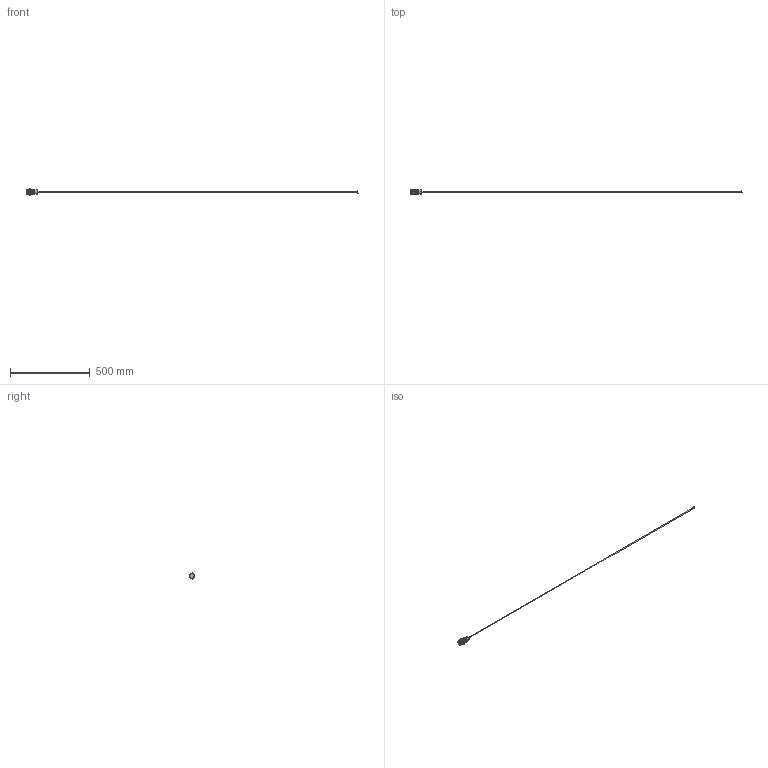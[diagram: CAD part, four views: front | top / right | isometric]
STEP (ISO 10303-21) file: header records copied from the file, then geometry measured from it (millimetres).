
FILE_DESCRIPTION (( 'STEP AP214' ), '1' );
FILE_NAME ('PXCAP30-3010PA_3D.step', '2023-07-14T19:05:27', ( '' ), ( '' ), 'SwSTEP 2.0', 'SolidWorks 2022', '' );
FILE_SCHEMA (( 'AUTOMOTIVE_DESIGN' ));
Length unit declared in the file: millimetre
Products named in the file (1): PXCAP30-3010PA_3D
Bounding box: 2083.25 x 36 x 41.57 mm (x, y, z)
Volume: 88701.3 mm3; surface area: 49332.7 mm2
Topology: 8 solids, 8 shells, 1373 faces, 3721 edges, 2370 vertices
Faces by surface type: cylinder 834, plane 515, cone 10, bspline 8, torus 6
Entity records: 81441 total; most frequent: CARTESIAN_POINT 50091, ORIENTED_EDGE 7442, DIRECTION 5673, EDGE_CURVE 3721, VERTEX_POINT 2370, AXIS2_PLACEMENT_3D 2251, EDGE_LOOP 1385, FACE_OUTER_BOUND 1373
